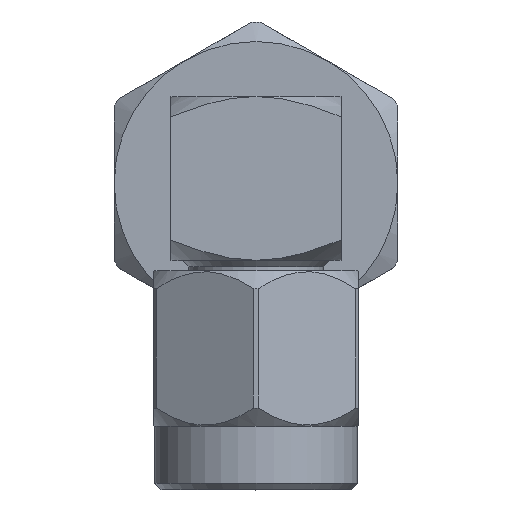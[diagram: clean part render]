
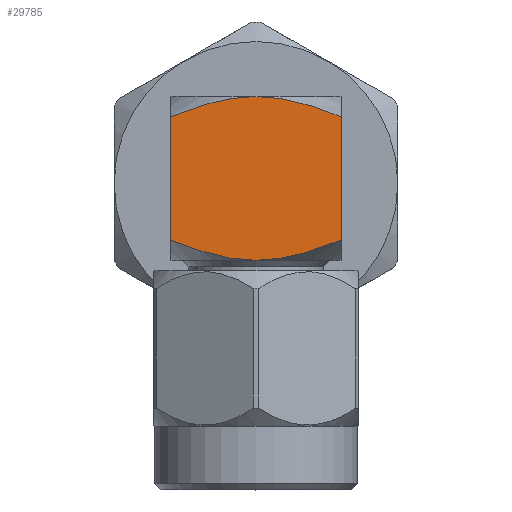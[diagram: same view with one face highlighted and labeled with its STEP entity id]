
A CAD part, top view. The second image highlights one B-rep face of the part: STEP entity #29785.
In plain terms, the highlighted face is planar.
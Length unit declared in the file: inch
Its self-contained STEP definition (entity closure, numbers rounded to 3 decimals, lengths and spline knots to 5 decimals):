
#426 = CARTESIAN_POINT ( 'NONE',  ( -0.13, 0.09391, 0.13 ) ) ;
#1725 = CARTESIAN_POINT ( 'NONE',  ( -0.13, 0.125, 0. ) ) ;
#1774 = CARTESIAN_POINT ( 'NONE',  ( -0.13, -0.11009, -0.08803 ) ) ;
#2095 = CARTESIAN_POINT ( 'NONE',  ( -0.13, -0.125, 0. ) ) ;
#2800 = CARTESIAN_POINT ( 'NONE',  ( -0.13, 0.11861, -0.05561 ) ) ;
#3568 = VERTEX_POINT ( 'NONE', #27567 ) ;
#4014 = CARTESIAN_POINT ( 'NONE',  ( -0.13, -0.125, 0.02255 ) ) ;
#4084 = LINE ( 'NONE', #23154, #14459 ) ;
#4332 = VERTEX_POINT ( 'NONE', #426 ) ;
#4431 = CARTESIAN_POINT ( 'NONE',  ( -0.13, 0.09391, 0.13 ) ) ;
#4735 = EDGE_CURVE ( 'NONE', #22572, #8603, #15904, .T. ) ;
#5395 = CARTESIAN_POINT ( 'NONE',  ( -0.13, 0.125, -0.01117 ) ) ;
#6472 = CARTESIAN_POINT ( 'NONE',  ( -0.13, -0.125, -0.01117 ) ) ;
#6501 = EDGE_CURVE ( 'NONE', #6719, #11317, #17892, .T. ) ;
#6521 = ORIENTED_EDGE ( 'NONE', *, *, #20268, .F. ) ;
#6719 = VERTEX_POINT ( 'NONE', #10531 ) ;
#6925 = EDGE_CURVE ( 'NONE', #3568, #22572, #29090, .T. ) ;
#7350 = CARTESIAN_POINT ( 'NONE',  ( -0.13, 0.11016, 0.08785 ) ) ;
#7962 = DIRECTION ( 'NONE',  ( 0., 0., -1. ) ) ;
#8152 = CARTESIAN_POINT ( 'NONE',  ( -0.13, 0.09391, -0.13 ) ) ;
#8603 = VERTEX_POINT ( 'NONE', #29812 ) ;
#9616 = CARTESIAN_POINT ( 'NONE',  ( -0.13, 0.125, 0. ) ) ;
#10071 = FACE_OUTER_BOUND ( 'NONE', #24546, .T. ) ;
#10259 = CARTESIAN_POINT ( 'NONE',  ( -0.13, 0.11009, -0.08803 ) ) ;
#10531 = CARTESIAN_POINT ( 'NONE',  ( -0.13, 0.09391, -0.13 ) ) ;
#10539 = CARTESIAN_POINT ( 'NONE',  ( -0.13, -0.125, 0.13 ) ) ;
#11305 = CARTESIAN_POINT ( 'NONE',  ( -0.13, -0.125, 0. ) ) ;
#11317 = VERTEX_POINT ( 'NONE', #1725 ) ;
#11346 = CARTESIAN_POINT ( 'NONE',  ( -0.13, -0.125, 0.13 ) ) ;
#11489 = ORIENTED_EDGE ( 'NONE', *, *, #4735, .F. ) ;
#11649 = CARTESIAN_POINT ( 'NONE',  ( -0.13, -0.12413, -0.02252 ) ) ;
#13871 = CARTESIAN_POINT ( 'NONE',  ( -0.13, -0.1215, 0.04454 ) ) ;
#14459 = VECTOR ( 'NONE', #18165, 39.37008 ) ;
#15904 = B_SPLINE_CURVE_WITH_KNOTS ( 'NONE', 3,
 ( #2095, #6472, #11649, #24399, #24073, #1774, #31661, #26496 ),
 .UNSPECIFIED., .F., .F.,
 ( 4, 2, 2, 4 ),
 ( 0.01199, 0.01283, 0.01368, 0.01537 ),
 .UNSPECIFIED. ) ;
#16408 = EDGE_CURVE ( 'NONE', #4332, #3568, #31359, .T. ) ;
#16664 = DIRECTION ( 'NONE',  ( 0., -1., 0. ) ) ;
#16848 = PLANE ( 'NONE',  #20467 ) ;
#17892 = B_SPLINE_CURVE_WITH_KNOTS ( 'NONE', 3,
 ( #8152, #30256, #10259, #2800, #20269, #17998, #5395, #27852 ),
 .UNSPECIFIED., .F., .F.,
 ( 4, 2, 2, 4 ),
 ( 0.00373, 0.00543, 0.00629, 0.00714 ),
 .UNSPECIFIED. ) ;
#17998 = CARTESIAN_POINT ( 'NONE',  ( -0.13, 0.12413, -0.02252 ) ) ;
#18165 = DIRECTION ( 'NONE',  ( 0., -1., 0. ) ) ;
#19164 = CARTESIAN_POINT ( 'NONE',  ( -0.13, 0.1215, 0.04454 ) ) ;
#19472 = CARTESIAN_POINT ( 'NONE',  ( -0.13, 0.1024, 0.10921 ) ) ;
#19481 = B_SPLINE_CURVE_WITH_KNOTS ( 'NONE', 3,
 ( #9616, #29003, #19164, #7350, #19472, #4431 ),
 .UNSPECIFIED., .F., .F.,
 ( 4, 2, 4 ),
 ( 0.00714, 0.00886, 0.01059 ),
 .UNSPECIFIED. ) ;
#19919 = DIRECTION ( 'NONE',  ( 1., 0., 0. ) ) ;
#20268 = EDGE_CURVE ( 'NONE', #11317, #4332, #19481, .T. ) ;
#20269 = CARTESIAN_POINT ( 'NONE',  ( -0.13, 0.12093, -0.04469 ) ) ;
#20397 = CARTESIAN_POINT ( 'NONE',  ( -0.13, -0.11016, 0.08785 ) ) ;
#20467 = AXIS2_PLACEMENT_3D ( 'NONE', #10539, #19919, #7962 ) ;
#21071 = ORIENTED_EDGE ( 'NONE', *, *, #6501, .F. ) ;
#22266 = EDGE_CURVE ( 'NONE', #6719, #8603, #4084, .T. ) ;
#22572 = VERTEX_POINT ( 'NONE', #26960 ) ;
#23154 = CARTESIAN_POINT ( 'NONE',  ( -0.13, -0.125, -0.13 ) ) ;
#24073 = CARTESIAN_POINT ( 'NONE',  ( -0.13, -0.11861, -0.05561 ) ) ;
#24399 = CARTESIAN_POINT ( 'NONE',  ( -0.13, -0.12093, -0.04469 ) ) ;
#24546 = EDGE_LOOP ( 'NONE', ( #28640, #26106, #6521, #21071, #29839, #11489 ) ) ;
#25393 = CARTESIAN_POINT ( 'NONE',  ( -0.13, -0.1024, 0.10921 ) ) ;
#26106 = ORIENTED_EDGE ( 'NONE', *, *, #16408, .F. ) ;
#26496 = CARTESIAN_POINT ( 'NONE',  ( -0.13, -0.09391, -0.13 ) ) ;
#26960 = CARTESIAN_POINT ( 'NONE',  ( -0.13, -0.125, 0. ) ) ;
#27567 = CARTESIAN_POINT ( 'NONE',  ( -0.13, -0.09391, 0.13 ) ) ;
#27852 = CARTESIAN_POINT ( 'NONE',  ( -0.13, 0.125, 0. ) ) ;
#28142 = VECTOR ( 'NONE', #16664, 39.37008 ) ;
#28584 = CARTESIAN_POINT ( 'NONE',  ( -0.13, -0.09391, 0.13 ) ) ;
#28640 = ORIENTED_EDGE ( 'NONE', *, *, #6925, .F. ) ;
#29003 = CARTESIAN_POINT ( 'NONE',  ( -0.13, 0.125, 0.02255 ) ) ;
#29090 = B_SPLINE_CURVE_WITH_KNOTS ( 'NONE', 3,
 ( #28584, #25393, #20397, #13871, #4014, #11305 ),
 .UNSPECIFIED., .F., .F.,
 ( 4, 2, 4 ),
 ( 0.00857, 0.01028, 0.01199 ),
 .UNSPECIFIED. ) ;
#29785 = ADVANCED_FACE ( 'NONE', ( #10071 ), #16848, .F. ) ;
#29812 = CARTESIAN_POINT ( 'NONE',  ( -0.13, -0.09391, -0.13 ) ) ;
#29839 = ORIENTED_EDGE ( 'NONE', *, *, #22266, .T. ) ;
#30256 = CARTESIAN_POINT ( 'NONE',  ( -0.13, 0.10239, -0.10924 ) ) ;
#31359 = LINE ( 'NONE', #11346, #28142 ) ;
#31661 = CARTESIAN_POINT ( 'NONE',  ( -0.13, -0.10239, -0.10924 ) ) ;
